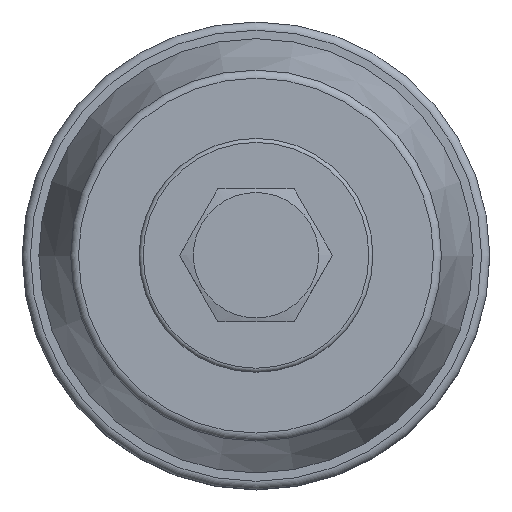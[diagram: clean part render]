
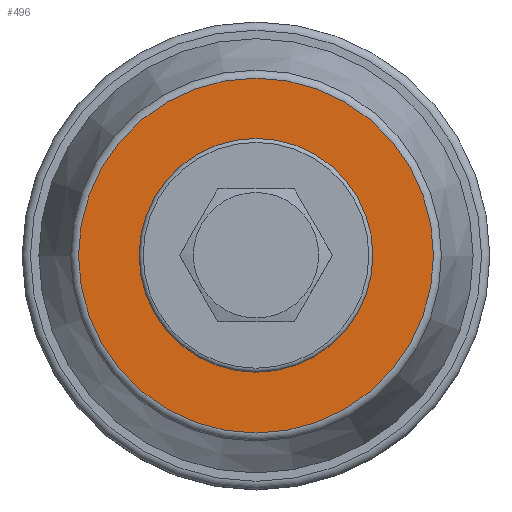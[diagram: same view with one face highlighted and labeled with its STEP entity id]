
A CAD part, top view. The second image highlights one B-rep face of the part: STEP entity #496.
In plain terms, the highlighted planar face has unit normal (0, 0, 1).
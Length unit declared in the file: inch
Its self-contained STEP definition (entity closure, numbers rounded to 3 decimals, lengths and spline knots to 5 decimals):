
#89=PLANE('',#554);
#119=FACE_BOUND('',#201,.T.);
#149=FACE_OUTER_BOUND('',#200,.T.);
#200=EDGE_LOOP('',(#398));
#201=EDGE_LOOP('',(#399));
#261=CIRCLE('',#550,0.66412);
#264=CIRCLE('',#555,0.25);
#293=VERTEX_POINT('',#809);
#296=VERTEX_POINT('',#817);
#337=EDGE_CURVE('',#293,#293,#261,.T.);
#340=EDGE_CURVE('',#296,#296,#264,.T.);
#398=ORIENTED_EDGE('',*,*,#337,.F.);
#399=ORIENTED_EDGE('',*,*,#340,.T.);
#496=ADVANCED_FACE('',(#149,#119),#89,.T.);
#550=AXIS2_PLACEMENT_3D('',#810,#649,#650);
#554=AXIS2_PLACEMENT_3D('',#816,#657,#658);
#555=AXIS2_PLACEMENT_3D('',#818,#659,#660);
#649=DIRECTION('center_axis',(0.,0.,-1.));
#650=DIRECTION('ref_axis',(-1.,0.,0.));
#657=DIRECTION('center_axis',(0.,0.,1.));
#658=DIRECTION('ref_axis',(1.,0.,0.));
#659=DIRECTION('center_axis',(0.,0.,-1.));
#660=DIRECTION('ref_axis',(1.,0.,0.));
#809=CARTESIAN_POINT('',(0.66412,0.,0.875));
#810=CARTESIAN_POINT('Origin',(0.,0.,0.875));
#816=CARTESIAN_POINT('Origin',(0.,0.,
0.875));
#817=CARTESIAN_POINT('',(0.25,0.,0.875));
#818=CARTESIAN_POINT('Origin',(0.,0.,0.875));
